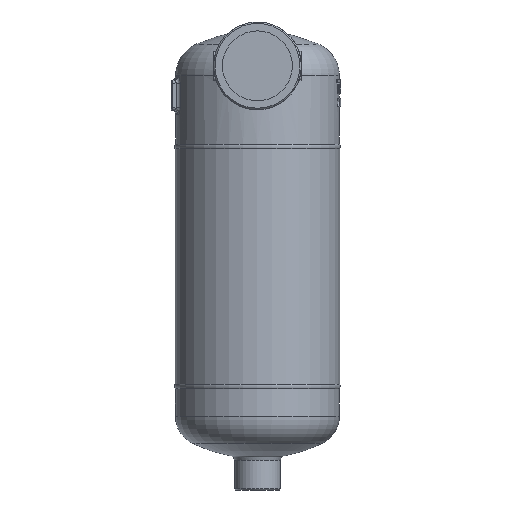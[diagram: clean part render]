
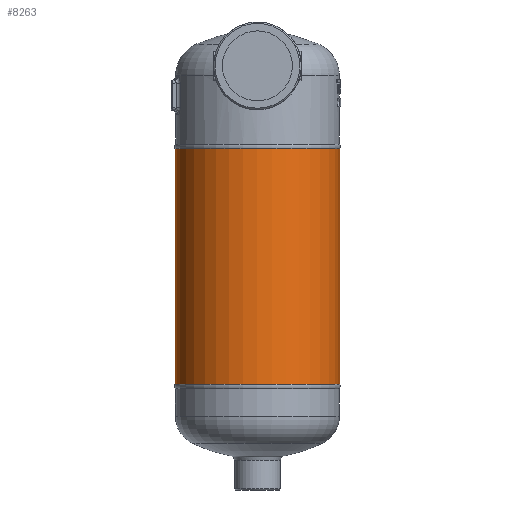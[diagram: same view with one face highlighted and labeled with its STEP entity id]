
A CAD part, left-side view. The second image highlights one B-rep face of the part: STEP entity #8263.
In plain terms, the highlighted cylindrical face has radius 57.15 mm (diameter 114.3 mm), a full revolution.
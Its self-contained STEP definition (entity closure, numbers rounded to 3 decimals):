
#7921=CARTESIAN_POINT('',(-57.15,0.,-165.326));
#7922=VERTEX_POINT('',#7921);
#7923=CARTESIAN_POINT('',(0.,0.0,-165.326));
#7924=DIRECTION('',(0.0,0.0,-1.0));
#7925=DIRECTION('',(1.0,0.0,0.0));
#7926=AXIS2_PLACEMENT_3D('',#7923,#7924,#7925);
#7927=CIRCLE('',#7926,57.15);
#7928=EDGE_CURVE('',#7922,#7922,#7927,.T.);
#7938=CARTESIAN_POINT('',(-57.15,0.,-1.674));
#7939=VERTEX_POINT('',#7938);
#7940=CARTESIAN_POINT('',(0.,0.0,-1.674));
#7941=DIRECTION('',(0.0,0.0,1.0));
#7942=DIRECTION('',(1.0,0.0,0.0));
#7943=AXIS2_PLACEMENT_3D('',#7940,#7941,#7942);
#7944=CIRCLE('',#7943,57.15);
#7945=EDGE_CURVE('',#7939,#7939,#7944,.T.);
#8252=CARTESIAN_POINT('',(0.,0.0,0.));
#8253=DIRECTION('',(0.,0.0,-1.0));
#8254=DIRECTION('',(1.0,0.0,0.0));
#8255=AXIS2_PLACEMENT_3D('',#8252,#8253,#8254);
#8256=CYLINDRICAL_SURFACE('',#8255,57.15);
#8257=ORIENTED_EDGE('',*,*,#7945,.F.);
#8258=EDGE_LOOP('',(#8257));
#8259=FACE_OUTER_BOUND('',#8258,.T.);
#8260=ORIENTED_EDGE('',*,*,#7928,.F.);
#8261=EDGE_LOOP('',(#8260));
#8262=FACE_BOUND('',#8261,.T.);
#8263=ADVANCED_FACE('',(#8259,#8262),#8256,.T.);
